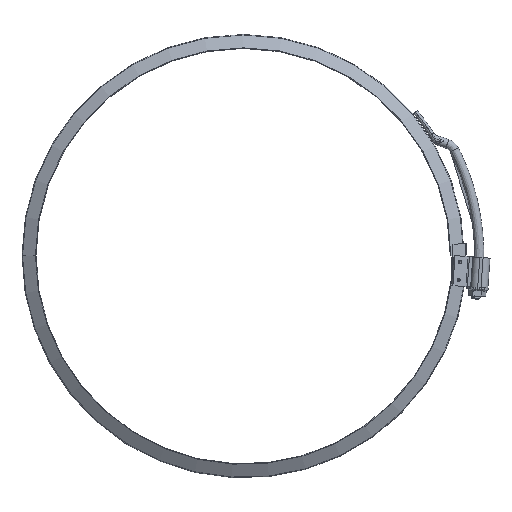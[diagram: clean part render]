
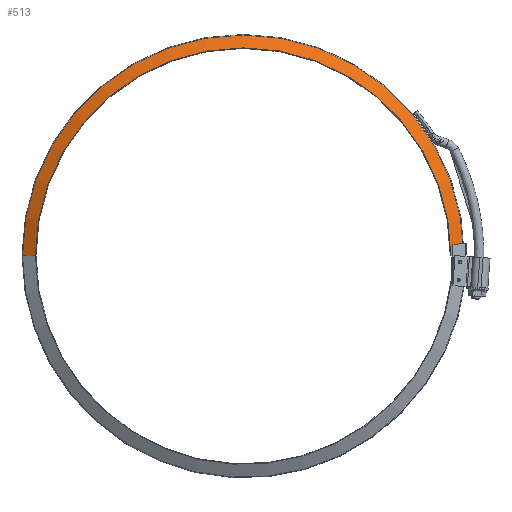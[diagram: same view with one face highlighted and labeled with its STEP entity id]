
A CAD part, top view. The second image highlights one B-rep face of the part: STEP entity #513.
In plain terms, the highlighted conical face has half-angle 60 degrees and reference radius 138.075 mm.
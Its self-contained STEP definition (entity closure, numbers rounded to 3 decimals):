
#137=CONICAL_SURFACE('',#2730,138.075,60.);
#356=FACE_OUTER_BOUND('',#793,.T.);
#513=ADVANCED_FACE('',(#356),#137,.T.);
#793=EDGE_LOOP('',(#1420,#1421,#1422,#1423));
#1420=ORIENTED_EDGE('',*,*,#2008,.T.);
#1421=ORIENTED_EDGE('',*,*,#2009,.T.);
#1422=ORIENTED_EDGE('',*,*,#2006,.F.);
#1423=ORIENTED_EDGE('',*,*,#1980,.F.);
#1662=VERTEX_POINT('',#5089);
#1664=VERTEX_POINT('',#5095);
#1679=VERTEX_POINT('',#5146);
#1680=VERTEX_POINT('',#5150);
#1980=EDGE_CURVE('',#1662,#1664,#2342,.T.);
#2006=EDGE_CURVE('',#1664,#1679,#2240,.T.);
#2008=EDGE_CURVE('',#1662,#1680,#2242,.T.);
#2009=EDGE_CURVE('',#1680,#1679,#2353,.T.);
#2240=CIRCLE('',#2726,146.475);
#2242=CIRCLE('',#2729,138.075);
#2342=LINE('',#5094,#2449);
#2353=LINE('',#5151,#2460);
#2449=VECTOR('',#3309,1.);
#2460=VECTOR('',#3378,1.);
#2726=AXIS2_PLACEMENT_3D('',#5145,#3370,#3371);
#2729=AXIS2_PLACEMENT_3D('',#5149,#3376,#3377);
#2730=AXIS2_PLACEMENT_3D('',#5152,#3379,#3380);
#3309=DIRECTION('',(-0.866,0.,-0.5));
#3370=DIRECTION('',(0.,0.,-1.));
#3371=DIRECTION('',(-1.,0.,0.));
#3376=DIRECTION('',(0.,0.,-1.));
#3377=DIRECTION('',(-1.,0.,0.));
#3378=DIRECTION('',(0.866,0.,-0.5));
#3379=DIRECTION('',(0.,0.,-1.));
#3380=DIRECTION('',(-1.,0.,0.));
#5089=CARTESIAN_POINT('',(-138.075,0.,8.086));
#5094=CARTESIAN_POINT('',(-138.075,0.,8.086));
#5095=CARTESIAN_POINT('',(-146.475,0.,3.236));
#5145=CARTESIAN_POINT('',(0.,0.,3.236));
#5146=CARTESIAN_POINT('',(146.475,0.,3.236));
#5149=CARTESIAN_POINT('',(0.,0.,8.086));
#5150=CARTESIAN_POINT('',(138.075,0.,8.086));
#5151=CARTESIAN_POINT('',(138.075,0.,8.086));
#5152=CARTESIAN_POINT('',(0.,0.,8.086));
